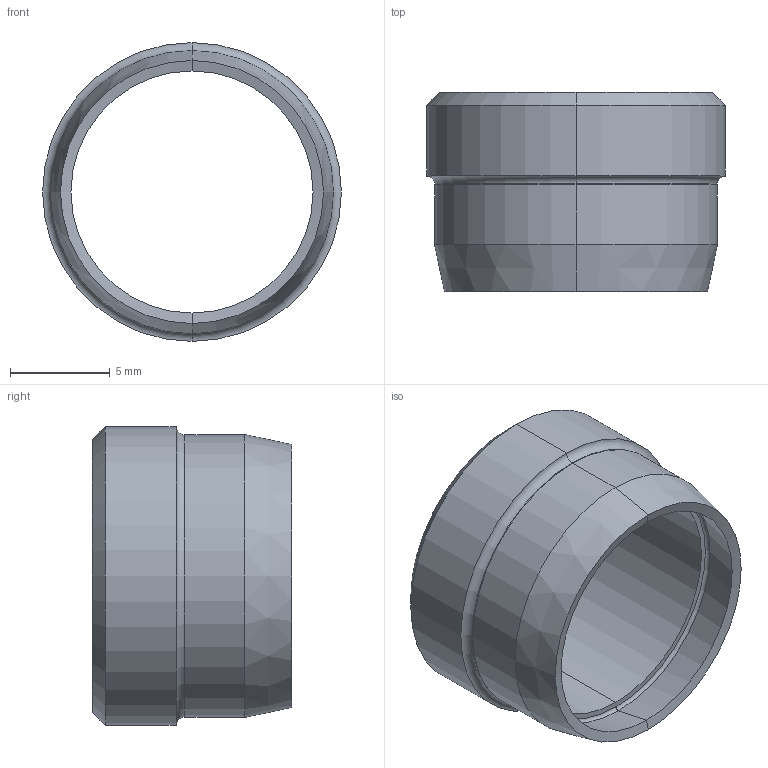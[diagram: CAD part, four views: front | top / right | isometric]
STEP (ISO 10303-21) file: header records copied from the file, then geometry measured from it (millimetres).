
FILE_DESCRIPTION (( 'STEP AP203' ), '1' );
FILE_NAME ('03120060.STEP', '2011-11-07T09:45:15', ( '' ), ( 'sopra-pneumatic' ), 'SwSTEP 2.0', 'SolidWorks 2011', '' );
FILE_SCHEMA (( 'CONFIG_CONTROL_DESIGN' ));
Length unit declared in the file: millimetre
Products named in the file (1): 03120060
Bounding box: 15 x 10 x 15 mm (x, y, z)
Volume: 440.8 mm3; surface area: 915 mm2
Topology: 1 solids, 1 shells, 24 faces, 48 edges, 26 vertices
Faces by surface type: cone 10, torus 6, cylinder 6, plane 2
Entity records: 701 total; most frequent: DIRECTION 130, CARTESIAN_POINT 99, ORIENTED_EDGE 96, AXIS2_PLACEMENT_3D 57, EDGE_CURVE 48, CIRCLE 32, VERTEX_POINT 26, EDGE_LOOP 26
